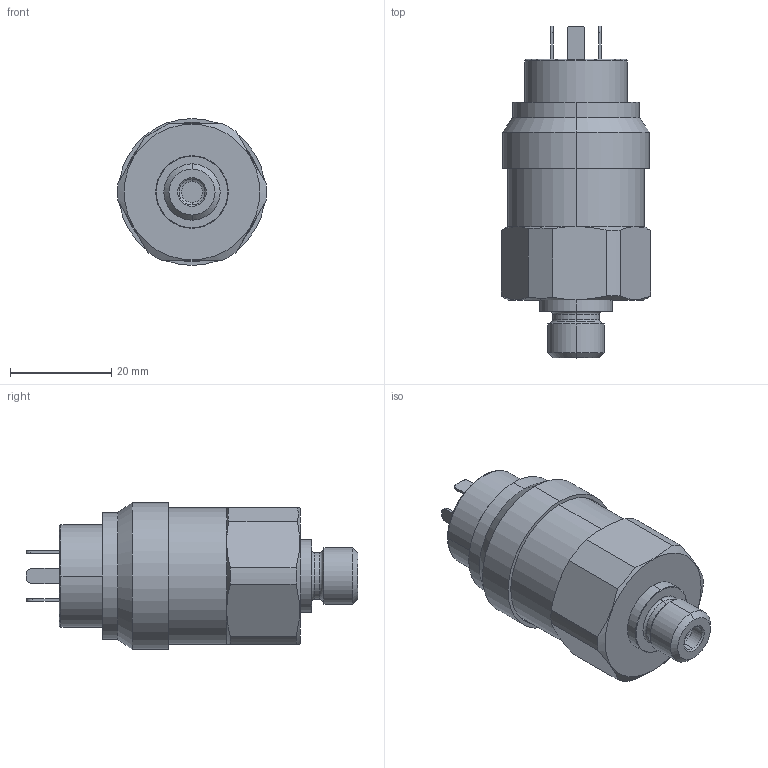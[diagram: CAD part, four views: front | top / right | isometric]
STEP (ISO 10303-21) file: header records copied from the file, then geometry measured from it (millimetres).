
FILE_DESCRIPTION (( 'STEP AP214' ), '1' );
FILE_NAME ('828X.XX.XX.42.01.STEP', '2017-07-03T13:51:25', ( 'upgadmin' ), ( 'Hewlett-Packard Company' ), 'SwSTEP 2.0', 'SolidWorks 2016', '' );
FILE_SCHEMA (( 'AUTOMOTIVE_DESIGN' ));
Length unit declared in the file: millimetre
Products named in the file (7): 42_C30069; Bördelmutter; Mini-DIN; Bördelmutter_C24031; 828X.XX.XX.42.01
Assembly tree (3 placements, depth 2):
  42_C30069
  Bördelmutter
  Mini-DIN
  828X.XX.XX.42.01
    42_C30069
    Bördelmutter_C24031
    Mini-DIN
Bounding box: 29.48 x 65.54 x 29 mm (x, y, z)
Volume: 26652 mm3; surface area: 9693.8 mm2
Topology: 3 solids, 3 shells, 205 faces, 474 edges, 296 vertices
Faces by surface type: plane 79, cylinder 51, cone 30, bspline 23, torus 22
Entity records: 7865 total; most frequent: CARTESIAN_POINT 2621, DIRECTION 950, ORIENTED_EDGE 948, EDGE_CURVE 474, AXIS2_PLACEMENT_3D 355, VERTEX_POINT 296, LINE 240, VECTOR 240
